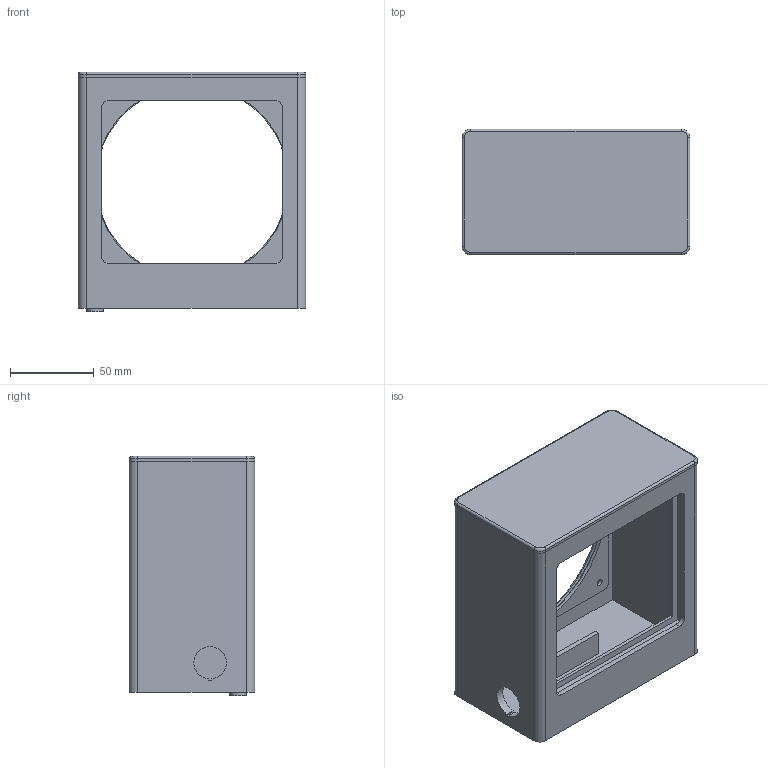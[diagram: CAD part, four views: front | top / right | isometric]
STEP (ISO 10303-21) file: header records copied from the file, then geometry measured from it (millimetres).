
FILE_DESCRIPTION(/* description */ ('STEP AP242','CAx-IF Rec.Pracs.---Representation and Presentation of Product Manufacturing Information (PMI)---4.0---2014-10-13','CAx-IF Rec.Pracs.---3D Tessellated Geometry---0.4---2014-09-14','2;1'),/* implementation_level */ '2;1');
FILE_NAME(/* name */ '68054a61f55ce704c9a3503c',/* time_stamp */ '2025-04-20T19:26:26Z',/* author */ (''),/* organization */ (''),/* preprocessor_version */ 'ST-DEVELOPER v20',/* originating_system */ 'ONSHAPE BY PTC INC, 1.196',/* authorisation */ ' ');
FILE_SCHEMA (('AP242_MANAGED_MODEL_BASED_3D_ENGINEERING_MIM_LF { 1 0 10303 442 1 1 4 }'));
Length unit declared in the file: metre
Products named in the file (4): Box; Foot; Rubber Washer; Lid
Bounding box: 136 x 75 x 143 mm (x, y, z)
Volume: 204339.3 mm3; surface area: 134293.4 mm2
Topology: 4 solids, 4 shells, 115 faces, 299 edges, 195 vertices
Faces by surface type: plane 65, cylinder 45, torus 5
Full cylindrical faces by diameter (mm): 4 x8, 10 x1, 115 x1, 116 x1
Entity records: 3608 total; most frequent: DIRECTION 616, CARTESIAN_POINT 601, ORIENTED_EDGE 574, EDGE_CURVE 287, AXIS2_PLACEMENT_3D 210, LINE 196, VECTOR 196, VERTEX_POINT 195
